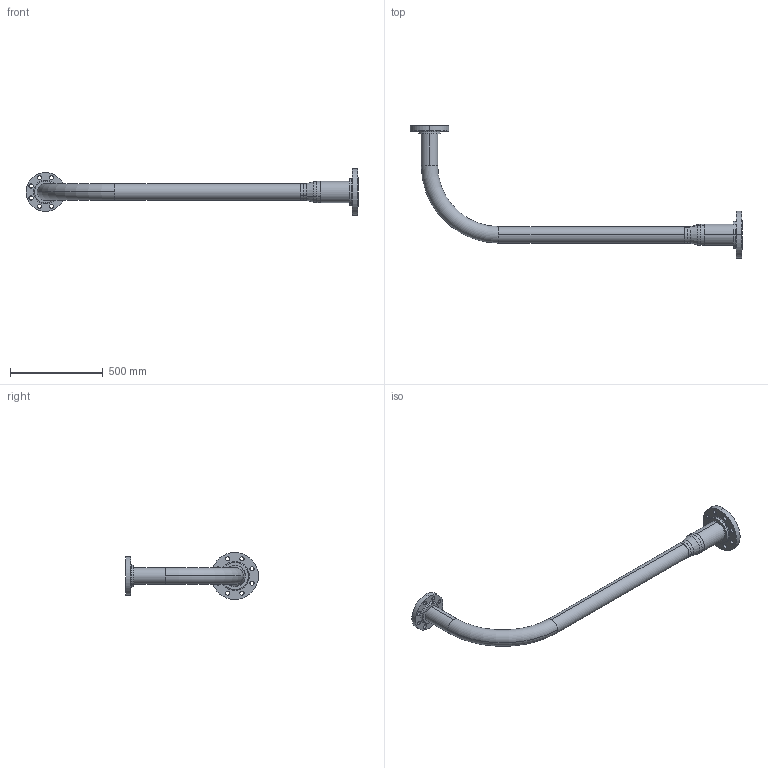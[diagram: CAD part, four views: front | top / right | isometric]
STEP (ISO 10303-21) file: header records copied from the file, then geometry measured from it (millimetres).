
FILE_DESCRIPTION (( 'STEP AP203' ), '1' );
FILE_NAME ('13-2919-7_REV_.step', '2026-01-19T23:21:00', ( '' ), ( '' ), 'SwSTEP 2.0', 'SolidWorks 2025', '' );
FILE_SCHEMA (( 'CONFIG_CONTROL_DESIGN' ));
Length unit declared in the file: millimetre
Products named in the file (6): 13-2919-7-1_Default<As Machined>; OEM-100-300-SO-316L; 13-2919-7_REV_; J003435-54_Default<As Machined>; OEM-100x80-CR-40-316L_Default<As Machined>; OEM-80NB-300-SO-316L_80NB BORE
Assembly tree (5 placements, depth 2):
  13-2919-7_REV_
    13-2919-7-1_Default<As Machined>
    OEM-100x80-CR-40-316L_Default<As Machined>
    J003435-54_Default<As Machined>
    OEM-100-300-SO-316L
    OEM-80NB-300-SO-316L_80NB BORE
Bounding box: 1793 x 717 x 254 mm (x, y, z)
Volume: 5147408.7 mm3; surface area: 1394042.7 mm2
Topology: 5 solids, 5 shells, 102 faces, 244 edges, 156 vertices
Faces by surface type: cylinder 68, torus 16, plane 14, cone 4
Entity records: 3756 total; most frequent: DIRECTION 636, CARTESIAN_POINT 510, ORIENTED_EDGE 488, AXIS2_PLACEMENT_3D 282, EDGE_CURVE 244, CIRCLE 172, VERTEX_POINT 156, EDGE_LOOP 148
